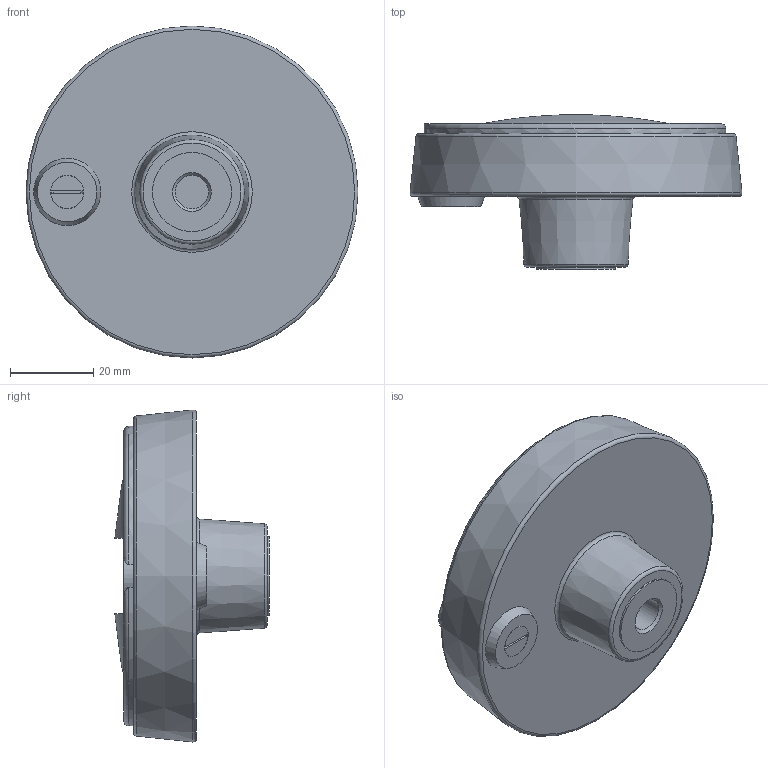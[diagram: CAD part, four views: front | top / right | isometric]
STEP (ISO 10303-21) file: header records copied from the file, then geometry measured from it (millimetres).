
FILE_DESCRIPTION( ( 'STEP AP214' ), '1' );
FILE_NAME( 'K0258.108008__GESCHLOSSEN_.stp', '2020-11-26T16:20:45', ( '' ), ( '' ), ' ', 'PARTsolutions', ' ' );
FILE_SCHEMA( ( 'AUTOMOTIVE_DESIGN { 1 0 10303 214 1 1 1 1 }' ) );
Length unit declared in the file: millimetre
Products named in the file (1): _K0258.108008_(GESCHLOSSEN)
Bounding box: 79.81 x 37.15 x 79.82 mm (x, y, z)
Volume: 82447.5 mm3; surface area: 19654.8 mm2
Topology: 1 solids, 1 shells, 70 faces, 173 edges, 112 vertices
Faces by surface type: plane 31, cylinder 22, cone 8, torus 7, sphere 2
Full cylindrical faces by diameter (mm): 2.62 x2, 2.9 x1, 3.242 x1, 4.62 x1, 8 x2, 9.36 x1, 13.3 x1, 17.1 x1, 19 x1
Entity records: 2789 total; most frequent: CARTESIAN_POINT 677, DIRECTION 320, ORIENTED_EDGE 282, EDGE_CURVE 141, AXIS2_PLACEMENT_3D 136, EDGE_LOOP 106, VERTEX_POINT 106, FACE_OUTER_BOUND 86
